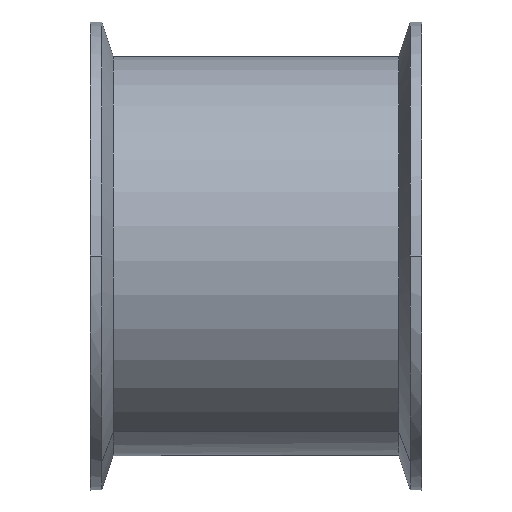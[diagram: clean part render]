
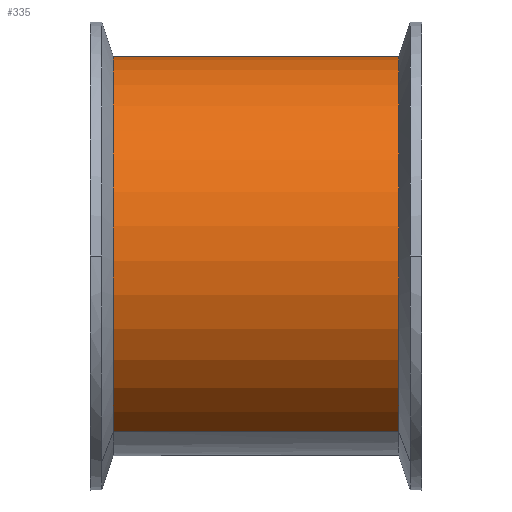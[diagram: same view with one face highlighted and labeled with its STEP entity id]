
A CAD part, front view. The second image highlights one B-rep face of the part: STEP entity #335.
In plain terms, the highlighted cylindrical face has radius 17.5 mm (diameter 35 mm), a partial arc.
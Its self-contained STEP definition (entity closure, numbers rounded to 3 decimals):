
#237=AXIS2_PLACEMENT_3D('Circle Axis2P3D',#235,#236,$) ;
#322=AXIS2_PLACEMENT_3D('Cylinder Axis2P3D',#319,#320,#321) ;
#326=AXIS2_PLACEMENT_3D('Circle Axis2P3D',#324,#325,$) ;
#207=CARTESIAN_POINT('Vertex',(53.579,-257.539,929.85)) ;
#214=CARTESIAN_POINT('Vertex',(53.579,-274.319,899.134)) ;
#235=CARTESIAN_POINT('Axis2P3D Location',(53.579,-265.929,914.492)) ;
#281=CARTESIAN_POINT('Line Origine',(66.079,-257.539,929.85)) ;
#285=CARTESIAN_POINT('Vertex',(78.579,-257.539,929.85)) ;
#304=CARTESIAN_POINT('Vertex',(78.579,-274.319,899.134)) ;
#307=CARTESIAN_POINT('Line Origine',(66.079,-274.319,899.134)) ;
#319=CARTESIAN_POINT('Axis2P3D Location',(66.079,-265.929,914.492)) ;
#324=CARTESIAN_POINT('Axis2P3D Location',(78.579,-265.929,914.492)) ;
#236=DIRECTION('Axis2P3D Direction',(-1.,0.,0.)) ;
#282=DIRECTION('Vector Direction',(-1.,0.,0.)) ;
#308=DIRECTION('Vector Direction',(-1.,0.,0.)) ;
#320=DIRECTION('Axis2P3D Direction',(-1.,0.,0.)) ;
#321=DIRECTION('Axis2P3D XDirection',(0.,-0.479,-0.878)) ;
#325=DIRECTION('Axis2P3D Direction',(-1.,0.,0.)) ;
#283=VECTOR('Line Direction',#282,1.) ;
#309=VECTOR('Line Direction',#308,1.) ;
#330=ORIENTED_EDGE('',*,*,#239,.F.) ;
#331=ORIENTED_EDGE('',*,*,#311,.T.) ;
#332=ORIENTED_EDGE('',*,*,#328,.T.) ;
#333=ORIENTED_EDGE('',*,*,#287,.F.) ;
#335=ADVANCED_FACE('PartBody',(#334),#323,.T.) ;
#238=CIRCLE('generated circle',#237,17.5) ;
#327=CIRCLE('generated circle',#326,17.5) ;
#323=CYLINDRICAL_SURFACE('generated cylinder',#322,17.5) ;
#239=EDGE_CURVE('',#215,#208,#238,.T.) ;
#287=EDGE_CURVE('',#208,#286,#284,.F.) ;
#311=EDGE_CURVE('',#215,#305,#310,.F.) ;
#328=EDGE_CURVE('',#305,#286,#327,.T.) ;
#329=EDGE_LOOP('',(#330,#331,#332,#333)) ;
#334=FACE_OUTER_BOUND('',#329,.T.) ;
#284=LINE('Line',#281,#283) ;
#310=LINE('Line',#307,#309) ;
#208=VERTEX_POINT('',#207) ;
#215=VERTEX_POINT('',#214) ;
#286=VERTEX_POINT('',#285) ;
#305=VERTEX_POINT('',#304) ;
